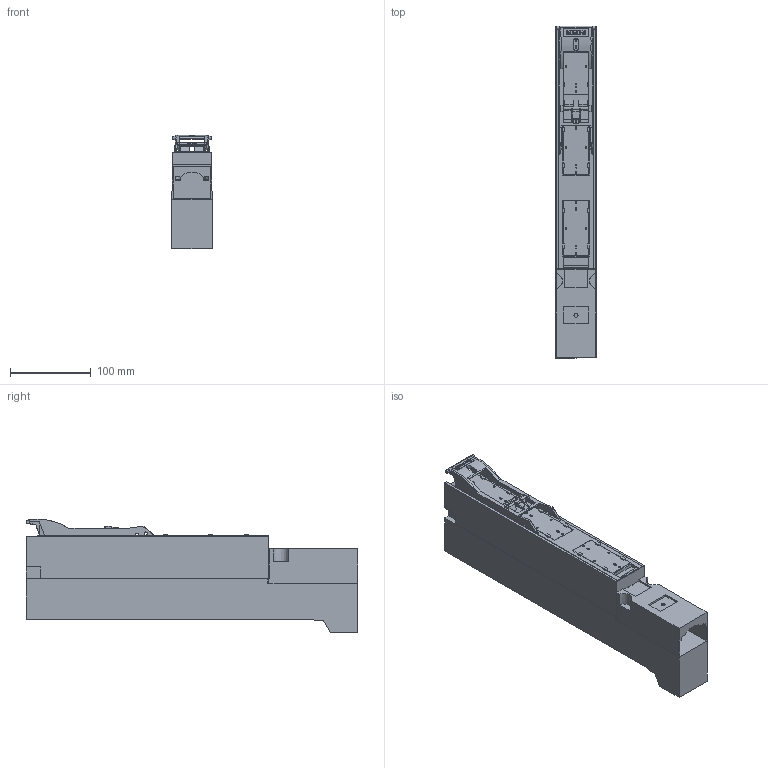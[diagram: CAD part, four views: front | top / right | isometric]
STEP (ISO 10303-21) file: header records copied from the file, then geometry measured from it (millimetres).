
FILE_DESCRIPTION(/* description */ (''),/* implementation_level */ '2;1');
FILE_NAME(/* name */ '3NJ41033BF02_v.stp',/* time_stamp */ '2023-06-01T17:47:39+02:00',/* author */ (''),/* organization */ (''),/* preprocessor_version */ 'ST-DEVELOPER v18.101',/* originating_system */ 'SIEMENS PLM Software NX 2008',/* authorisation */ '');
FILE_SCHEMA (('AUTOMOTIVE_DESIGN { 1 0 10303 214 3 1 1 1 }'));
Length unit declared in the file: millimetre
Products named in the file (1): 3NJ41033BF02_v3_final
Bounding box: 49.6 x 409.9 x 140.79 mm (x, y, z)
Volume: 1431613.8 mm3; surface area: 231344 mm2
Topology: 3 solids, 4 shells, 591 faces, 1788 edges, 1198 vertices
Faces by surface type: plane 519, cone 35, cylinder 26, extrusion 8, bspline 2, torus 1
Full cylindrical faces by diameter (mm): 3 x1, 3.6 x1, 4 x2, 9 x1
Entity records: 22586 total; most frequent: CARTESIAN_POINT 4809, ORIENTED_EDGE 3524, DIRECTION 2878, EDGE_CURVE 1762, VECTOR 1454, LINE 1446, VERTEX_POINT 1192, AXIS2_PLACEMENT_3D 712
